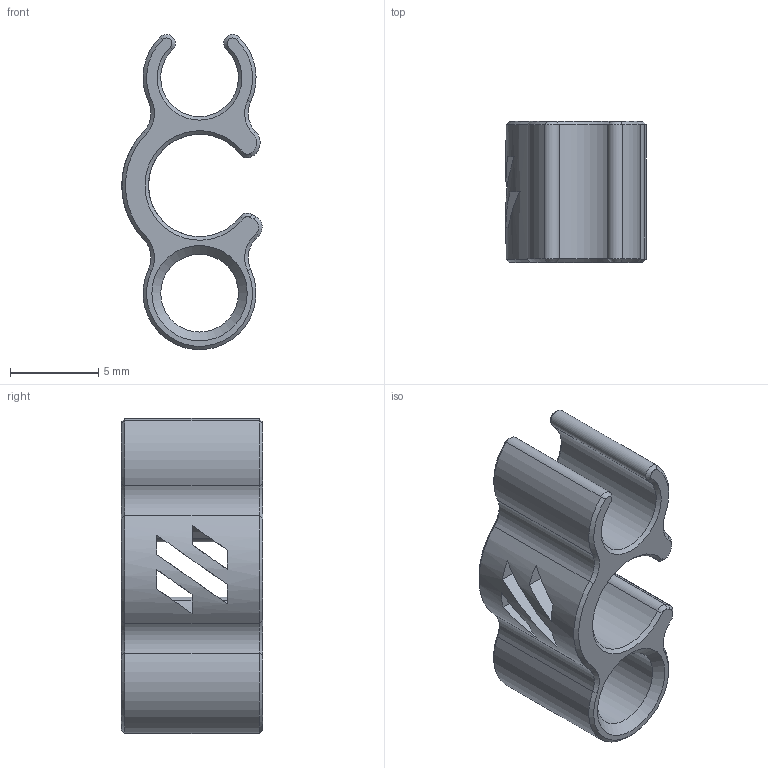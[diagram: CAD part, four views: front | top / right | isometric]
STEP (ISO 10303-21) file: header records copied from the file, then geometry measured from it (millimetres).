
FILE_DESCRIPTION(/* description */ (''),/* implementation_level */ '2;1');
FILE_NAME(/* name */ 'umbilicalClip.stp',/* time_stamp */ '2024-07-26T15:05:23-05:00',/* author */ ('Eric'),/* organization */ (''),/* preprocessor_version */ 'ST-DEVELOPER v20',/* originating_system */ 'Autodesk Inventor 2024',/* authorisation */ '');
FILE_SCHEMA (('AUTOMOTIVE_DESIGN { 1 0 10303 214 3 1 1 }'));
Length unit declared in the file: millimetre
Products named in the file (1): umbilicalClip
Bounding box: 7.94 x 8 x 17.84 mm (x, y, z)
Volume: 388.7 mm3; surface area: 755.8 mm2
Topology: 1 solids, 1 shells, 77 faces, 184 edges, 109 vertices
Faces by surface type: cone 38, plane 20, cylinder 19
Full cylindrical faces by diameter (mm): 4.4 x1
Entity records: 2289 total; most frequent: DIRECTION 440, CARTESIAN_POINT 371, ORIENTED_EDGE 368, EDGE_CURVE 184, AXIS2_PLACEMENT_3D 178, VERTEX_POINT 109, CIRCLE 88, EDGE_LOOP 85
